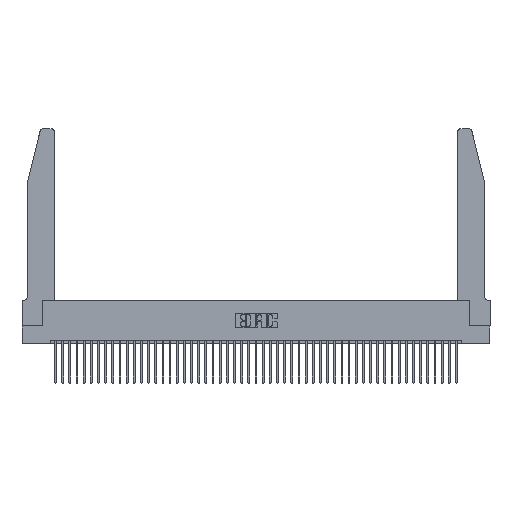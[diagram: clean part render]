
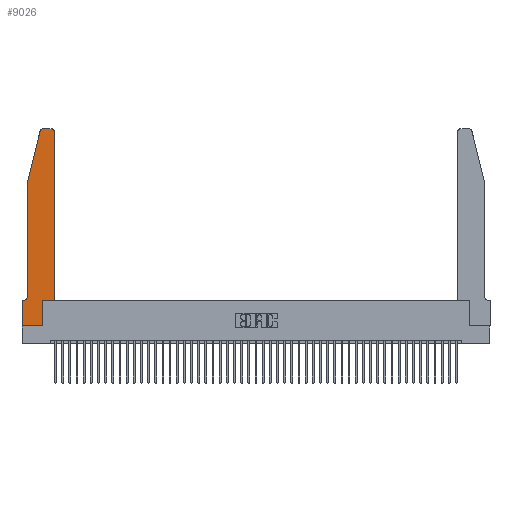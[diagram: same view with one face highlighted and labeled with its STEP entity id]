
A CAD part, top view. The second image highlights one B-rep face of the part: STEP entity #9026.
In plain terms, the highlighted planar face has unit normal (0, 0, 1).
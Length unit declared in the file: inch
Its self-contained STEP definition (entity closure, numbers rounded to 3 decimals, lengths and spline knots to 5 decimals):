
#386 = VERTEX_POINT ( 'NONE', #28519 ) ;
#419 = VECTOR ( 'NONE', #41320, 39.37008 ) ;
#513 = AXIS2_PLACEMENT_3D ( 'NONE', #15511, #41119, #19182 ) ;
#696 = EDGE_CURVE ( 'NONE', #19400, #15915, #45963, .T. ) ;
#975 = EDGE_CURVE ( 'NONE', #18175, #15010, #43077, .T. ) ;
#1378 = VECTOR ( 'NONE', #38229, 39.37008 ) ;
#1445 = DIRECTION ( 'NONE',  ( 1., 0., 0. ) ) ;
#1489 = AXIS2_PLACEMENT_3D ( 'NONE', #32235, #13987, #39591 ) ;
#1926 = FACE_OUTER_BOUND ( 'NONE', #40478, .T. ) ;
#2830 = DIRECTION ( 'NONE',  ( -1., 0., 0. ) ) ;
#3170 = EDGE_CURVE ( 'NONE', #386, #19985, #23149, .T. ) ;
#3242 = CARTESIAN_POINT ( 'NONE',  ( 0.0755, 2., 0.37 ) ) ;
#3353 = ORIENTED_EDGE ( 'NONE', *, *, #7716, .T. ) ;
#5010 = CARTESIAN_POINT ( 'NONE',  ( 0.284, 2.75, 0.37 ) ) ;
#5023 = CARTESIAN_POINT ( 'NONE',  ( 0.2865, 0.35, 0.37 ) ) ;
#5377 = CARTESIAN_POINT ( 'NONE',  ( 0., 0., 0.37 ) ) ;
#5880 = ORIENTED_EDGE ( 'NONE', *, *, #6441, .T. ) ;
#6004 = LINE ( 'NONE', #42209, #14659 ) ;
#6400 = VERTEX_POINT ( 'NONE', #22556 ) ;
#6441 = EDGE_CURVE ( 'NONE', #47456, #30893, #10793, .T. ) ;
#6704 = ORIENTED_EDGE ( 'NONE', *, *, #11898, .T. ) ;
#6927 = EDGE_CURVE ( 'NONE', #42068, #8772, #41768, .T. ) ;
#7274 = VECTOR ( 'NONE', #11223, 39.37008 ) ;
#7435 = ORIENTED_EDGE ( 'NONE', *, *, #40307, .T. ) ;
#7716 = EDGE_CURVE ( 'NONE', #30893, #18175, #36539, .T. ) ;
#8054 = ORIENTED_EDGE ( 'NONE', *, *, #19657, .T. ) ;
#8772 = VERTEX_POINT ( 'NONE', #19911 ) ;
#9026 = ADVANCED_FACE ( 'NONE', ( #1926 ), #32081, .T. ) ;
#9309 = CARTESIAN_POINT ( 'NONE',  ( 0.0755, 0.42, 0.37 ) ) ;
#10248 = LINE ( 'NONE', #30312, #419 ) ;
#10793 = CIRCLE ( 'NONE', #513, 0.03 ) ;
#11223 = DIRECTION ( 'NONE',  ( -0.239, -0.971, 0. ) ) ;
#11406 = VECTOR ( 'NONE', #43622, 39.37008 ) ;
#11898 = EDGE_CURVE ( 'NONE', #8772, #386, #16014, .T. ) ;
#13756 = CARTESIAN_POINT ( 'NONE',  ( 0.25487, 2.72718, 0.37 ) ) ;
#13987 = DIRECTION ( 'NONE',  ( 0., 0., 1. ) ) ;
#14208 = EDGE_CURVE ( 'NONE', #6400, #26773, #6004, .T. ) ;
#14659 = VECTOR ( 'NONE', #16608, 39.37008 ) ;
#15010 = VERTEX_POINT ( 'NONE', #9309 ) ;
#15432 = CARTESIAN_POINT ( 'NONE',  ( 0.2865, 0.35, 0.37 ) ) ;
#15511 = CARTESIAN_POINT ( 'NONE',  ( 0.284, 2.72, 0.37 ) ) ;
#15912 = ORIENTED_EDGE ( 'NONE', *, *, #696, .T. ) ;
#15915 = VERTEX_POINT ( 'NONE', #25607 ) ;
#16014 = LINE ( 'NONE', #42749, #44066 ) ;
#16608 = DIRECTION ( 'NONE',  ( 1., 0., 0. ) ) ;
#16778 = CARTESIAN_POINT ( 'NONE',  ( 0.2865, 0., 0.37 ) ) ;
#17150 = DIRECTION ( 'NONE',  ( 0., 1., 0. ) ) ;
#17599 = DIRECTION ( 'NONE',  ( 0., -1., 0. ) ) ;
#18175 = VERTEX_POINT ( 'NONE', #3242 ) ;
#18926 = AXIS2_PLACEMENT_3D ( 'NONE', #45403, #23491, #1445 ) ;
#19182 = DIRECTION ( 'NONE',  ( 1., 0., 0. ) ) ;
#19400 = VERTEX_POINT ( 'NONE', #43561 ) ;
#19657 = EDGE_CURVE ( 'NONE', #19985, #47456, #10248, .T. ) ;
#19799 = DIRECTION ( 'NONE',  ( 0., 1., 0. ) ) ;
#19911 = CARTESIAN_POINT ( 'NONE',  ( 0.4505, 0.35, 0.37 ) ) ;
#19985 = VERTEX_POINT ( 'NONE', #28486 ) ;
#20976 = LINE ( 'NONE', #5377, #1378 ) ;
#21071 = ORIENTED_EDGE ( 'NONE', *, *, #36281, .T. ) ;
#22556 = CARTESIAN_POINT ( 'NONE',  ( 0., 0., 0.37 ) ) ;
#23149 = CIRCLE ( 'NONE', #18926, 0.03 ) ;
#23491 = DIRECTION ( 'NONE',  ( 0., 0., 1. ) ) ;
#23987 = ORIENTED_EDGE ( 'NONE', *, *, #45469, .T. ) ;
#24852 = DIRECTION ( 'NONE',  ( 0., 0., -1. ) ) ;
#25240 = CARTESIAN_POINT ( 'NONE',  ( 0.4505, 0.35, 0.37 ) ) ;
#25382 = VECTOR ( 'NONE', #45439, 39.37008 ) ;
#25607 = CARTESIAN_POINT ( 'NONE',  ( 0., 0.35, 0.37 ) ) ;
#26566 = ORIENTED_EDGE ( 'NONE', *, *, #14208, .T. ) ;
#26773 = VERTEX_POINT ( 'NONE', #16778 ) ;
#26985 = ORIENTED_EDGE ( 'NONE', *, *, #975, .T. ) ;
#28486 = CARTESIAN_POINT ( 'NONE',  ( 0.4205, 2.75, 0.37 ) ) ;
#28519 = CARTESIAN_POINT ( 'NONE',  ( 0.4505, 2.72, 0.37 ) ) ;
#30135 = CARTESIAN_POINT ( 'NONE',  ( 0.0755, 0.35, 0.37 ) ) ;
#30312 = CARTESIAN_POINT ( 'NONE',  ( 0.2605, 2.75, 0.37 ) ) ;
#30819 = AXIS2_PLACEMENT_3D ( 'NONE', #46742, #24852, #2830 ) ;
#30893 = VERTEX_POINT ( 'NONE', #13756 ) ;
#32081 = PLANE ( 'NONE',  #1489 ) ;
#32235 = CARTESIAN_POINT ( 'NONE',  ( 0., 0.35, 0.37 ) ) ;
#34314 = ORIENTED_EDGE ( 'NONE', *, *, #6927, .T. ) ;
#34510 = VECTOR ( 'NONE', #17599, 39.37008 ) ;
#36281 = EDGE_CURVE ( 'NONE', #15915, #6400, #20976, .T. ) ;
#36539 = LINE ( 'NONE', #40545, #7274 ) ;
#38229 = DIRECTION ( 'NONE',  ( 0., -1., 0. ) ) ;
#39523 = CARTESIAN_POINT ( 'NONE',  ( 0.0755, 2., 0.37 ) ) ;
#39591 = DIRECTION ( 'NONE',  ( 1., 0., 0. ) ) ;
#40307 = EDGE_CURVE ( 'NONE', #15010, #19400, #41201, .T. ) ;
#40478 = EDGE_LOOP ( 'NONE', ( #8054, #5880, #3353, #26985, #7435, #15912, #21071, #26566, #23987, #34314, #6704, #40874 ) ) ;
#40545 = CARTESIAN_POINT ( 'NONE',  ( 0.0755, 2., 0.37 ) ) ;
#40874 = ORIENTED_EDGE ( 'NONE', *, *, #3170, .T. ) ;
#41119 = DIRECTION ( 'NONE',  ( 0., 0., 1. ) ) ;
#41201 = CIRCLE ( 'NONE', #30819, 0.07 ) ;
#41320 = DIRECTION ( 'NONE',  ( -1., 0., 0. ) ) ;
#41768 = LINE ( 'NONE', #25240, #11406 ) ;
#42068 = VERTEX_POINT ( 'NONE', #15432 ) ;
#42209 = CARTESIAN_POINT ( 'NONE',  ( 0., 0., 0.37 ) ) ;
#42749 = CARTESIAN_POINT ( 'NONE',  ( 0.4505, 0.35, 0.37 ) ) ;
#43077 = LINE ( 'NONE', #39523, #34510 ) ;
#43479 = VECTOR ( 'NONE', #19799, 39.37008 ) ;
#43561 = CARTESIAN_POINT ( 'NONE',  ( 0.0055, 0.35, 0.37 ) ) ;
#43622 = DIRECTION ( 'NONE',  ( 1., 0., 0. ) ) ;
#44066 = VECTOR ( 'NONE', #17150, 39.37008 ) ;
#44631 = LINE ( 'NONE', #5023, #43479 ) ;
#45403 = CARTESIAN_POINT ( 'NONE',  ( 0.4205, 2.72, 0.37 ) ) ;
#45439 = DIRECTION ( 'NONE',  ( -1., 0., 0. ) ) ;
#45469 = EDGE_CURVE ( 'NONE', #26773, #42068, #44631, .T. ) ;
#45963 = LINE ( 'NONE', #30135, #25382 ) ;
#46742 = CARTESIAN_POINT ( 'NONE',  ( 0.0055, 0.42, 0.37 ) ) ;
#47456 = VERTEX_POINT ( 'NONE', #5010 ) ;
